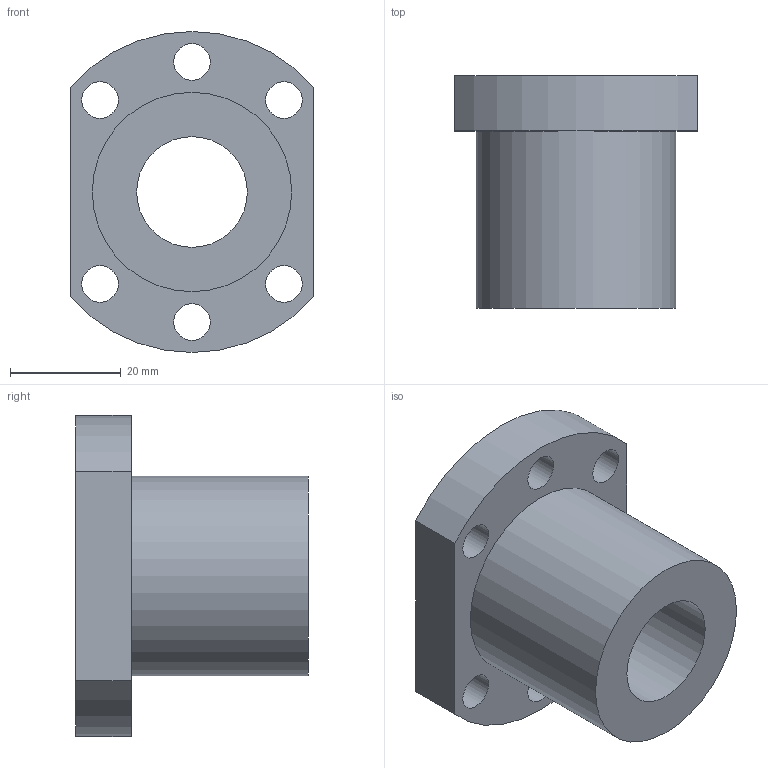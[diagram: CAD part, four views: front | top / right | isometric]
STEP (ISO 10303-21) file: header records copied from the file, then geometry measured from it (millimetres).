
FILE_DESCRIPTION(/* description */ (''),/* implementation_level */ '2;1');
FILE_NAME(/* name */ 'SFU2005 Spindelmutter.stp',/* time_stamp */ '2015-05-24T18:18:02+02:00',/* author */ ('Daviddk'),/* organization */ (''),/* preprocessor_version */ 'ST-DEVELOPER v15.6',/* originating_system */ 'Autodesk Inventor 2015',/* authorisation */ '');
FILE_SCHEMA (('AUTOMOTIVE_DESIGN { 1 0 10303 214 3 1 1 }'));
Length unit declared in the file: millimetre
Products named in the file (1): SFU2005 Spindelmutter
Bounding box: 44 x 42 x 58 mm (x, y, z)
Volume: 40123.5 mm3; surface area: 12777.8 mm2
Topology: 1 solids, 1 shells, 15 faces, 42 edges, 30 vertices
Faces by surface type: cylinder 10, plane 5
Full cylindrical faces by diameter (mm): 6.6 x6, 20 x1, 36 x1
Entity records: 462 total; most frequent: DIRECTION 80, CARTESIAN_POINT 68, ORIENTED_EDGE 56, EDGE_LOOP 38, AXIS2_PLACEMENT_3D 36, EDGE_CURVE 28, VERTEX_POINT 24, FACE_BOUND 23
